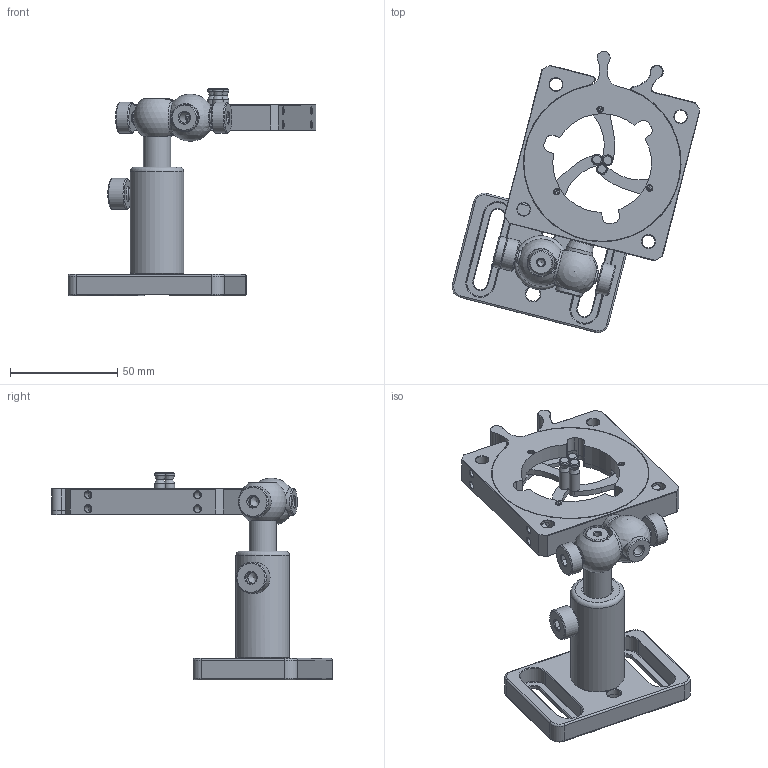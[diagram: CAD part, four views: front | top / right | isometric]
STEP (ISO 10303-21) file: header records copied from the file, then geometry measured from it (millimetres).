
FILE_DESCRIPTION (( 'STEP AP203' ), '1' );
FILE_NAME ('530252.step', '2025-08-20T09:50:03', ( 'Windows User' ), ( 'P R C' ), 'SwSTEP 2.0', 'SolidWorks 2020', '' );
FILE_SCHEMA (( 'CONFIG_CONTROL_DESIGN' ));
Length unit declared in the file: millimetre
Products named in the file (29): 1.03.25.11.030_SC60LH_自定心透镜安装座_ZA; STEP耀倰-CF-12.7.step; PH-75A-1-2  ____A.step; 3.03.31.13.277_SC60LH-3_唅蛌釱裔啣_ZA; 3.03.31.13.276_SC60LH-2_唅蛌釱_ZA; CF-12.7-2.step; GB／T80-2000内六角凹端紧定螺钉M2×6; PH-50A-1-1.step; STEP耀倰-PH-50A.step; STEP耀倰-PB-3.step; 3.03.31.13.278_SC60LH-4_標族_ZA; 3.03.01.03.051_M2.0｡ﾁ5_ﾄﾚﾁﾇﾆｽﾔｲﾍｷﾂﾝｶ､_ﾌｼｸﾖｺﾚﾉｫ; GB__T80-2000__________________M4__12.step; OP-75-1.step; 3.03.31.61.063_SC60LH-5_標輸_ZA; GB／T77-2000内六角平端紧定螺钉M2×10; STEP耀倰-OP-75.step; STEP耀倰-OP-25.step; OP-25-1.step; CF-12.7-1.step; 3.03.03.03.077_0.3｡ﾁ2.2｡ﾁ4.5_ﾔｲﾖｹﾋｯｻﾉ_ZA; 2.0钢球; 1.6x6埴翐种; 3.03.15.01.008_φ1.6×8_圆柱销; 3.03.01.07.026_平端紧定螺钉M3×3; 3.03.31.13.275_SC60LH-1_褲极_ZB; 3.03.03.05.071_0.8｡ﾁ4.6｡ﾁ21_ﾀｭｻﾉ_ZA; 530252; PH-75A-1-3-1-SH_1-2________________.step
Assembly tree (49 placements, depth 3):
  530252
    STEP耀倰-PB-3.step
    STEP耀倰-OP-75.step
      OP-75-1.step
    STEP耀倰-OP-25.step
      OP-25-1.step
      GB__T80-2000__________________M4__12.step
    STEP耀倰-PH-50A.step
      PH-50A-1-1.step
      PH-75A-1-2  ____A.step
      PH-75A-1-3-1-SH_1-2________________.step
    STEP耀倰-CF-12.7.step
      CF-12.7-1.step
      CF-12.7-2.step  x2
    1.03.25.11.030_SC60LH_自定心透镜安装座_ZA
      3.03.31.13.275_SC60LH-1_褲极_ZB
      3.03.31.13.277_SC60LH-3_唅蛌釱裔啣_ZA
      3.03.31.13.276_SC60LH-2_唅蛌釱_ZA
      3.03.01.03.051_M2.0｡ﾁ5_ﾄﾚﾁﾇﾆｽﾔｲﾍｷﾂﾝｶ､_ﾌｼｸﾖｺﾚﾉｫ  x4
      3.03.01.07.026_平端紧定螺钉M3×3  x3
      3.03.03.03.077_0.3｡ﾁ2.2｡ﾁ4.5_ﾔｲﾖｹﾋｯｻﾉ_ZA  x3
      2.0钢球  x3
      3.03.31.13.278_SC60LH-4_標族_ZA  x3
      1.6x6埴翐种  x3
      GB／T77-2000内六角平端紧定螺钉M2×10
      GB／T80-2000内六角凹端紧定螺钉M2×6  x4
      3.03.15.01.008_φ1.6×8_圆柱销  x3
      3.03.03.05.071_0.8｡ﾁ4.6｡ﾁ21_ﾀｭｻﾉ_ZA
      3.03.31.61.063_SC60LH-5_標輸_ZA  x3
Bounding box: 115.47 x 130.81 x 96.76 mm (x, y, z)
Volume: 106431.5 mm3; surface area: 62823.4 mm2
Topology: 45 solids, 46 shells, 916 faces, 2304 edges, 1497 vertices
Faces by surface type: plane 387, cylinder 224, cone 222, bspline 40, torus 34, sphere 9
Full cylindrical faces by diameter (mm): 1.6 x30, 2 x9, 2.4 x4, 2.5 x3, 3 x3, 3.2 x2, 3.3 x11, 4 x4, 4.3 x4, 4.5 x2, 4.9 x3, 5 x12, 5.5 x1, 6 x6, 6.6 x3, 11 x3, 12.68 x2, 14.5 x3, 15 x1, 16 x1, 17 x1, 25 x1, 58 x1
Entity records: 33637 total; most frequent: CARTESIAN_POINT 14900, DIRECTION 3137, ORIENTED_EDGE 2846, EDGE_CURVE 1424, AXIS2_PLACEMENT_3D 1291, VERTEX_POINT 1055, EDGE_LOOP 1003, FACE_OUTER_BOUND 770
